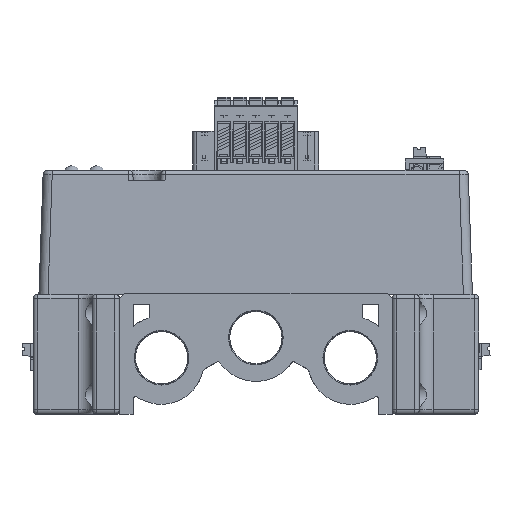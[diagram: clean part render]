
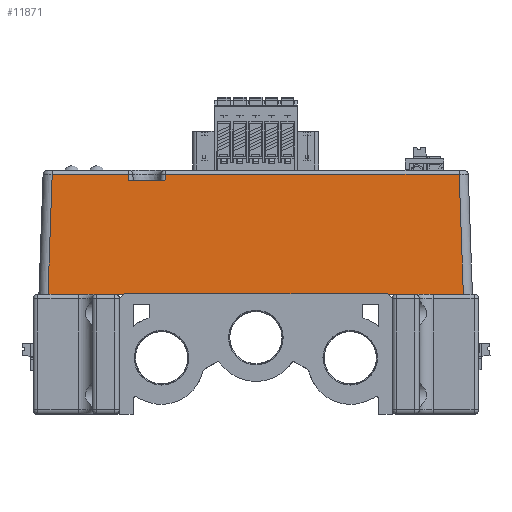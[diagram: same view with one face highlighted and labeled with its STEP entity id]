
A CAD part, front view. The second image highlights one B-rep face of the part: STEP entity #11871.
In plain terms, the highlighted planar face has unit normal (0, -0.999, 0.035).
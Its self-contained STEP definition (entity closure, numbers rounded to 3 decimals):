
#2761=FACE_OUTER_BOUND('',#24672,.T.);
#11871=ADVANCED_FACE('',(#2761),#18070,.T.);
#18070=PLANE('',#131470);
#24672=EDGE_LOOP('',(#41922,#41923,#41924,#41925,#41926,#41927,#41928,#41929,
#41930,#41931));
#41922=ORIENTED_EDGE('',*,*,#86553,.T.);
#41923=ORIENTED_EDGE('',*,*,#86614,.T.);
#41924=ORIENTED_EDGE('',*,*,#86615,.F.);
#41925=ORIENTED_EDGE('',*,*,#86616,.T.);
#41926=ORIENTED_EDGE('',*,*,#86617,.T.);
#41927=ORIENTED_EDGE('',*,*,#86618,.T.);
#41928=ORIENTED_EDGE('',*,*,#86619,.T.);
#41929=ORIENTED_EDGE('',*,*,#86323,.T.);
#41930=ORIENTED_EDGE('',*,*,#82290,.T.);
#41931=ORIENTED_EDGE('',*,*,#86620,.T.);
#69946=VERTEX_POINT('',#173422);
#69947=VERTEX_POINT('',#173424);
#72600=VERTEX_POINT('',#183178);
#72824=VERTEX_POINT('',#183678);
#72825=VERTEX_POINT('',#183680);
#72868=VERTEX_POINT('',#183815);
#72869=VERTEX_POINT('',#183817);
#72870=VERTEX_POINT('',#183819);
#72871=VERTEX_POINT('',#183821);
#72872=VERTEX_POINT('',#183823);
#82290=EDGE_CURVE('',#69947,#69946,#100538,.T.);
#86323=EDGE_CURVE('',#72600,#69947,#103761,.T.);
#86553=EDGE_CURVE('',#72825,#72824,#103927,.T.);
#86614=EDGE_CURVE('',#72824,#72868,#103967,.T.);
#86615=EDGE_CURVE('',#72869,#72868,#103968,.T.);
#86616=EDGE_CURVE('',#72869,#72870,#103969,.T.);
#86617=EDGE_CURVE('',#72870,#72871,#103970,.T.);
#86618=EDGE_CURVE('',#72871,#72872,#103971,.T.);
#86619=EDGE_CURVE('',#72872,#72600,#103972,.T.);
#86620=EDGE_CURVE('',#69946,#72825,#103973,.T.);
#100538=LINE('',#173423,#114679);
#103761=LINE('',#183177,#117902);
#103927=LINE('',#183679,#118068);
#103967=LINE('',#183814,#118108);
#103968=LINE('',#183816,#118109);
#103969=LINE('',#183818,#118110);
#103970=LINE('',#183820,#118111);
#103971=LINE('',#183822,#118112);
#103972=LINE('',#183824,#118113);
#103973=LINE('',#183825,#118114);
#114679=VECTOR('',#139176,1.);
#117902=VECTOR('',#146555,1.);
#118068=VECTOR('',#146875,1.);
#118108=VECTOR('',#146995,1.);
#118109=VECTOR('',#146996,1.);
#118110=VECTOR('',#146997,1.);
#118111=VECTOR('',#146998,1.);
#118112=VECTOR('',#146999,1.);
#118113=VECTOR('',#147000,1.);
#118114=VECTOR('',#147001,1.);
#131470=AXIS2_PLACEMENT_3D('',#183826,#147002,#147003);
#139176=DIRECTION('',(1.,0.,0.));
#146555=DIRECTION('',(1.,0.,0.));
#146875=DIRECTION('',(-1.,0.,0.));
#146995=DIRECTION('',(-0.044,-0.035,-0.998));
#146996=DIRECTION('',(1.,0.,0.));
#146997=DIRECTION('',(-0.044,0.035,0.998));
#146998=DIRECTION('',(-1.,0.,0.));
#146999=DIRECTION('',(-0.035,-0.035,-0.999));
#147000=DIRECTION('',(1.,0.,0.));
#147001=DIRECTION('',(-0.035,0.035,0.999));
#147002=DIRECTION('',(0.,-0.999,0.035));
#147003=DIRECTION('',(0.,-0.035,-0.999));
#173422=CARTESIAN_POINT('',(745.687,-1316.826,-0.1));
#173423=CARTESIAN_POINT('',(730.05,-1316.826,-0.1));
#173424=CARTESIAN_POINT('',(731.05,-1316.826,-0.1));
#183177=CARTESIAN_POINT('',(730.05,-1316.826,-0.1));
#183178=CARTESIAN_POINT('',(669.05,-1316.826,-0.1));
#183678=CARTESIAN_POINT('',(680.108,-1315.907,26.235));
#183679=CARTESIAN_POINT('',(679.05,-1315.907,26.235));
#183680=CARTESIAN_POINT('',(744.767,-1315.907,26.235));
#183814=CARTESIAN_POINT('',(680.048,-1315.955,24.856));
#183815=CARTESIAN_POINT('',(680.049,-1315.953,24.9));
#183816=CARTESIAN_POINT('',(676.05,-1315.953,24.9));
#183817=CARTESIAN_POINT('',(672.051,-1315.953,24.9));
#183818=CARTESIAN_POINT('',(671.994,-1315.908,26.191));
#183819=CARTESIAN_POINT('',(671.992,-1315.907,26.235));
#183820=CARTESIAN_POINT('',(655.266,-1315.907,26.235));
#183821=CARTESIAN_POINT('',(655.233,-1315.907,26.235));
#183822=CARTESIAN_POINT('',(654.056,-1317.083,-7.463));
#183823=CARTESIAN_POINT('',(654.313,-1316.826,-0.1));
#183824=CARTESIAN_POINT('',(730.05,-1316.826,-0.1));
#183825=CARTESIAN_POINT('',(745.944,-1317.083,-7.463));
#183826=CARTESIAN_POINT('',(700.,-1317.141,-9.1));
